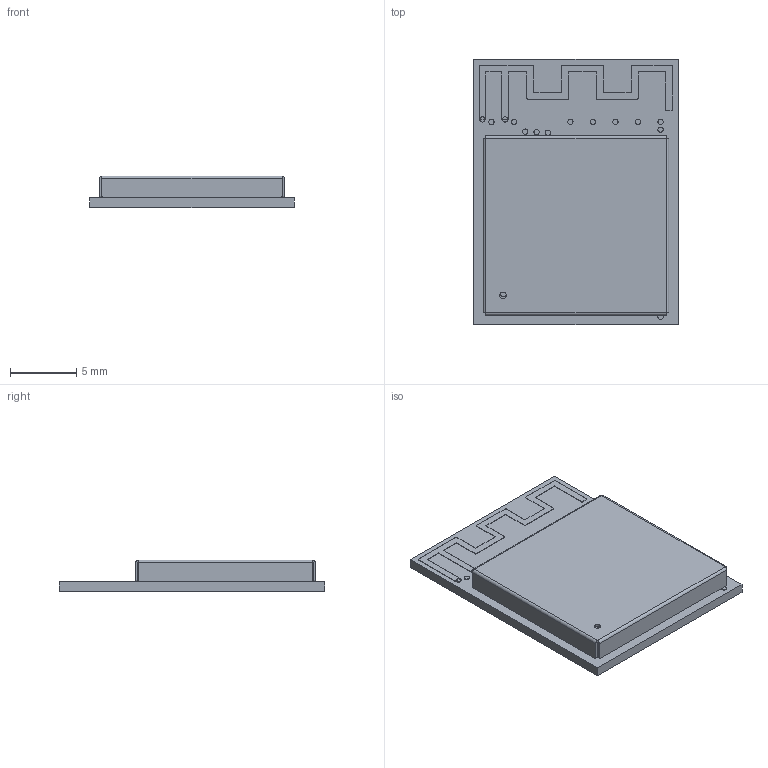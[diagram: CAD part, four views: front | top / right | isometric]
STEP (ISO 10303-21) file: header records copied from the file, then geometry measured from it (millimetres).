
FILE_DESCRIPTION (( 'STEP AP214' ), '1' );
FILE_NAME ('ESP32-S2-MINI-1.STEP', '2021-03-05T11:13:36', ( 'madcow' ), ( 'Microsoft' ), 'SwSTEP 2.0', 'SolidWorks 2019', '' );
FILE_SCHEMA (( 'AUTOMOTIVE_DESIGN' ));
Length unit declared in the file: millimetre
Products named in the file (544): uid__4-86^DesignRootModel_PCB_ESP32-S2-MINI-1_V1(2)_PCB_ESP32-S2-MINI-1_V1; uid__4-167^DesignRootModel_PCB_ESP32-S2-MINI-1_V1(2)_PCB_ESP32-S2-MINI-1_V1; uid__1-261^DesignRootModel_PCB_ESP32-S2-MINI-1_V1(2)_PCB_ESP32-S2-MINI-1_V1; uid__1-342^DesignRootModel_PCB_ESP32-S2-MINI-1_V1(2)_PCB_ESP32-S2-MINI-1_V1; uid__1-423^DesignRootModel_PCB_ESP32-S2-MINI-1_V1(2)_PCB_ESP32-S2-MINI-1_V1; uid__4-19^DesignRootModel_PCB_ESP32-S2-MINI-1_V1(2)_PCB_ESP32-S2-MINI-1_V1; uid__4-100^DesignRootModel_PCB_ESP32-S2-MINI-1_V1(2)_PCB_ESP32-S2-MINI-1_V1; uid__4-181^DesignRootModel_PCB_ESP32-S2-MINI-1_V1(2)_PCB_ESP32-S2-MINI-1_V1; uid__1-275^DesignRootModel_PCB_ESP32-S2-MINI-1_V1(2)_PCB_ESP32-S2-MINI-1_V1; uid__1-356^DesignRootModel_PCB_ESP32-S2-MINI-1_V1(2)_PCB_ESP32-S2-MINI-1_V1; uid__1-437^DesignRootModel_PCB_ESP32-S2-MINI-1_V1(2)_PCB_ESP32-S2-MINI-1_V1; R0201_20210301.STEP^R0201_20210301.STEP_Submodel-R0201_part_DesignRootModel_PCB_ESP32-S2-MINI-1_V1(2)_PCB_ESP32-S2-MINI-1_V1; uid__4-33^DesignRootModel_PCB_ESP32-S2-MINI-1_V1(2)_PCB_ESP32-S2-MINI-1_V1; uid__4-114^DesignRootModel_PCB_ESP32-S2-MINI-1_V1(2)_PCB_ESP32-S2-MINI-1_V1; uid__4-195^DesignRootModel_PCB_ESP32-S2-MINI-1_V1(2)_PCB_ESP32-S2-MINI-1_V1; uid__1-289^DesignRootModel_PCB_ESP32-S2-MINI-1_V1(2)_PCB_ESP32-S2-MINI-1_V1; uid__1-370^DesignRootModel_PCB_ESP32-S2-MINI-1_V1(2)_PCB_ESP32-S2-MINI-1_V1; uid__1-451^DesignRootModel_PCB_ESP32-S2-MINI-1_V1(2)_PCB_ESP32-S2-MINI-1_V1; Submodel-R0201_part^DesignRootModel_PCB_ESP32-S2-MINI-1_V1(2)_PCB_ESP32-S2-MINI-1_V1; uid__4-47^DesignRootModel_PCB_ESP32-S2-MINI-1_V1(2)_PCB_ESP32-S2-MINI-1_V1; uid__4-128^DesignRootModel_PCB_ESP32-S2-MINI-1_V1(2)_PCB_ESP32-S2-MINI-1_V1; uid__4-209^DesignRootModel_PCB_ESP32-S2-MINI-1_V1(2)_PCB_ESP32-S2-MINI-1_V1; uid__1-303^DesignRootModel_PCB_ESP32-S2-MINI-1_V1(2)_PCB_ESP32-S2-MINI-1_V1; uid__1-384^DesignRootModel_PCB_ESP32-S2-MINI-1_V1(2)_PCB_ESP32-S2-MINI-1_V1; uid__1-465^DesignRootModel_PCB_ESP32-S2-MINI-1_V1(2)_PCB_ESP32-S2-MINI-1_V1; Submodel-C0201_part^DesignRootModel_PCB_ESP32-S2-MINI-1_V1(2)_PCB_ESP32-S2-MINI-1_V1; uid__4-61^DesignRootModel_PCB_ESP32-S2-MINI-1_V1(2)_PCB_ESP32-S2-MINI-1_V1; uid__4-142^DesignRootModel_PCB_ESP32-S2-MINI-1_V1(2)_PCB_ESP32-S2-MINI-1_V1; uid__1-236^DesignRootModel_PCB_ESP32-S2-MINI-1_V1(2)_PCB_ESP32-S2-MINI-1_V1; uid__1-222^DesignRootModel_PCB_ESP32-S2-MINI-1_V1(2)_PCB_ESP32-S2-MINI-1_V1; uid__1-317^DesignRootModel_PCB_ESP32-S2-MINI-1_V1(2)_PCB_ESP32-S2-MINI-1_V1; uid__1-398^DesignRootModel_PCB_ESP32-S2-MINI-1_V1(2)_PCB_ESP32-S2-MINI-1_V1; uid__1-479^DesignRootModel_PCB_ESP32-S2-MINI-1_V1(2)_PCB_ESP32-S2-MINI-1_V1; uid__4-75^DesignRootModel_PCB_ESP32-S2-MINI-1_V1(2)_PCB_ESP32-S2-MINI-1_V1; uid__4-156^DesignRootModel_PCB_ESP32-S2-MINI-1_V1(2)_PCB_ESP32-S2-MINI-1_V1; uid__1-250^DesignRootModel_PCB_ESP32-S2-MINI-1_V1(2)_PCB_ESP32-S2-MINI-1_V1; uid__1-331^DesignRootModel_PCB_ESP32-S2-MINI-1_V1(2)_PCB_ESP32-S2-MINI-1_V1; uid__1-412^DesignRootModel_PCB_ESP32-S2-MINI-1_V1(2)_PCB_ESP32-S2-MINI-1_V1; uid__4-8^DesignRootModel_PCB_ESP32-S2-MINI-1_V1(2)_PCB_ESP32-S2-MINI-1_V1; uid__4-89^DesignRootModel_PCB_ESP32-S2-MINI-1_V1(2)_PCB_ESP32-S2-MINI-1_V1 ...
Assembly tree (560 placements, depth 6):
  ESP32-S2-MINI-1
    PCB_ESP32-S2-MINI-1_V1(2)^PCB_ESP32-S2-MINI-1_V1
      DesignRootModel^PCB_ESP32-S2-MINI-1_V1(2)_PCB_ESP32-S2-MINI-1_V1
        Submodel-SOD882_part^DesignRootModel_PCB_ESP32-S2-MINI-1_V1(2)_PCB_ESP32-S2-MINI-1_V1
          DFN1006.STEP^Submodel-SOD882_part_DesignRootModel_PCB_ESP32-S2-MINI-1_V1(2)_PCB_ESP32-S2-MINI-1_V1
            DFN1006.STEP^DFN1006.STEP_Submodel-SOD882_part_DesignRootModel_PCB_ESP32-S2-MINI-1_V1(2)_PCB_ESP32-S2-MINI-1_V1
        Submodel-C0201_part^DesignRootModel_PCB_ESP32-S2-MINI-1_V1(2)_PCB_ESP32-S2-MINI-1_V1
          C0201_20210301.STEP^Submodel-C0201_part_DesignRootModel_PCB_ESP32-S2-MINI-1_V1(2)_PCB_ESP32-S2-MINI-1_V1
            C0201_20210301.STEP^C0201_20210301.STEP_Submodel-C0201_part_DesignRootModel_PCB_ESP32-S2-MINI-1_V1(2)_PCB_ESP32-S2-MINI-1_V1
        Submodel-C0201_part^DesignRootModel_PCB_ESP32-S2-MINI-1_V1(2)_PCB_ESP32-S2-MINI-1_V1
          C0201_20210301.STEP^Submodel-C0201_part_DesignRootModel_PCB_ESP32-S2-MINI-1_V1(2)_PCB_ESP32-S2-MINI-1_V1
            C0201_20210301.STEP^C0201_20210301.STEP_Submodel-C0201_part_DesignRootModel_PCB_ESP32-S2-MINI-1_V1(2)_PCB_ESP32-S2-MINI-1_V1
        Submodel-MINI-ANT-TYPEC_3965454749_part^DesignRootModel_PCB_ESP32-S2-MINI-1_V1(2)_PCB_ESP32-S2-MINI-1_V1
          trace_1^Submodel-MINI-ANT-TYPEC_3965454749_part_DesignRootModel_PCB_ESP32-S2-MINI-1_V1(2)_PCB_ESP32-S2-MINI-1_V1
        Submodel-R0201_part^DesignRootModel_PCB_ESP32-S2-MINI-1_V1(2)_PCB_ESP32-S2-MINI-1_V1
          R0201_20210301.STEP^Submodel-R0201_part_DesignRootModel_PCB_ESP32-S2-MINI-1_V1(2)_PCB_ESP32-S2-MINI-1_V1
            R0201_20210301.STEP^R0201_20210301.STEP_Submodel-R0201_part_DesignRootModel_PCB_ESP32-S2-MINI-1_V1(2)_PCB_ESP32-S2-MINI-1_V1
        Submodel-XTAL3225_part^DesignRootModel_PCB_ESP32-S2-MINI-1_V1(2)_PCB_ESP32-S2-MINI-1_V1
          XTAL3225_20210301.STEP^Submodel-XTAL3225_part_DesignRootModel_PCB_ESP32-S2-MINI-1_V1(2)_PCB_ESP32-S2-MINI-1_V1
            XTAL3225_20210301.STEP^XTAL3225_20210301.STEP_Submodel-XTAL3225_part_DesignRootModel_PCB_ESP32-S2-MINI-1_V1(2)_PCB_ESP32-S2-MINI-1_V1
        Submodel-QFN56_0P4_7_part^DesignRootModel_PCB_ESP32-S2-MINI-1_V1(2)_PCB_ESP32-S2-MINI-1_V1
          ESP32-S2_20210301.STEP^Submodel-QFN56_0P4_7_part_DesignRootModel_PCB_ESP32-S2-MINI-1_V1(2)_PCB_ESP32-S2-MINI-1_V1
            ESP32-S2_20210301.STEP^ESP32-S2_20210301.STEP_Submodel-QFN56_0P4_7_part_DesignRootModel_PCB_ESP32-S2-MINI-1_V1(2)_PCB_ESP32-S2-MINI-1_V1
        Submodel-C0201_part^DesignRootModel_PCB_ESP32-S2-MINI-1_V1(2)_PCB_ESP32-S2-MINI-1_V1
          C0201_20210301.STEP^Submodel-C0201_part_DesignRootModel_PCB_ESP32-S2-MINI-1_V1(2)_PCB_ESP32-S2-MINI-1_V1
            C0201_20210301.STEP^C0201_20210301.STEP_Submodel-C0201_part_DesignRootModel_PCB_ESP32-S2-MINI-1_V1(2)_PCB_ESP32-S2-MINI-1_V1
        Submodel-R0201_part^DesignRootModel_PCB_ESP32-S2-MINI-1_V1(2)_PCB_ESP32-S2-MINI-1_V1
          R0201_20210301.STEP^Submodel-R0201_part_DesignRootModel_PCB_ESP32-S2-MINI-1_V1(2)_PCB_ESP32-S2-MINI-1_V1
            R0201_20210301.STEP^R0201_20210301.STEP_Submodel-R0201_part_DesignRootModel_PCB_ESP32-S2-MINI-1_V1(2)_PCB_ESP32-S2-MINI-1_V1
        Submodel-R0201_part^DesignRootModel_PCB_ESP32-S2-MINI-1_V1(2)_PCB_ESP32-S2-MINI-1_V1
          R0201_20210301.STEP^Submodel-R0201_part_DesignRootModel_PCB_ESP32-S2-MINI-1_V1(2)_PCB_ESP32-S2-MINI-1_V1
            R0201_20210301.STEP^R0201_20210301.STEP_Submodel-R0201_part_DesignRootModel_PCB_ESP32-S2-MINI-1_V1(2)_PCB_ESP32-S2-MINI-1_V1
        Submodel-L0201_part^DesignRootModel_PCB_ESP32-S2-MINI-1_V1(2)_PCB_ESP32-S2-MINI-1_V1
          L0201_20210301.STEP^Submodel-L0201_part_DesignRootModel_PCB_ESP32-S2-MINI-1_V1(2)_PCB_ESP32-S2-MINI-1_V1
            L0201_20210301.STEP^L0201_20210301.STEP_Submodel-L0201_part_DesignRootModel_PCB_ESP32-S2-MINI-1_V1(2)_PCB_ESP32-S2-MINI-1_V1
        Submodel-C0402_part^DesignRootModel_PCB_ESP32-S2-MINI-1_V1(2)_PCB_ESP32-S2-MINI-1_V1
          C0402_20210301.STEP^Submodel-C0402_part_DesignRootModel_PCB_ESP32-S2-MINI-1_V1(2)_PCB_ESP32-S2-MINI-1_V1
            C0402_20210301.STEP^C0402_20210301.STEP_Submodel-C0402_part_DesignRootModel_PCB_ESP32-S2-MINI-1_V1(2)_PCB_ESP32-S2-MINI-1_V1
        Submodel-C0201_part^DesignRootModel_PCB_ESP32-S2-MINI-1_V1(2)_PCB_ESP32-S2-MINI-1_V1
          C0201_20210301.STEP^Submodel-C0201_part_DesignRootModel_PCB_ESP32-S2-MINI-1_V1(2)_PCB_ESP32-S2-MINI-1_V1
            C0201_20210301.STEP^C0201_20210301.STEP_Submodel-C0201_part_DesignRootModel_PCB_ESP32-S2-MINI-1_V1(2)_PCB_ESP32-S2-MINI-1_V1
        Submodel-C0201_part^DesignRootModel_PCB_ESP32-S2-MINI-1_V1(2)_PCB_ESP32-S2-MINI-1_V1
          C0201_20210301.STEP^Submodel-C0201_part_DesignRootModel_PCB_ESP32-S2-MINI-1_V1(2)_PCB_ESP32-S2-MINI-1_V1
            C0201_20210301.STEP^C0201_20210301.STEP_Submodel-C0201_part_DesignRootModel_PCB_ESP32-S2-MINI-1_V1(2)_PCB_ESP32-S2-MINI-1_V1
        Submodel-C0201_part^DesignRootModel_PCB_ESP32-S2-MINI-1_V1(2)_PCB_ESP32-S2-MINI-1_V1
          C0201_20210301.STEP^Submodel-C0201_part_DesignRootModel_PCB_ESP32-S2-MINI-1_V1(2)_PCB_ESP32-S2-MINI-1_V1
            C0201_20210301.STEP^C0201_20210301.STEP_Submodel-C0201_part_DesignRootModel_PCB_ESP32-S2-MINI-1_V1(2)_PCB_ESP32-S2-MINI-1_V1
        Submodel-C0201_part^DesignRootModel_PCB_ESP32-S2-MINI-1_V1(2)_PCB_ESP32-S2-MINI-1_V1
          C0201_20210301.STEP^Submodel-C0201_part_DesignRootModel_PCB_ESP32-S2-MINI-1_V1(2)_PCB_ESP32-S2-MINI-1_V1
            C0201_20210301.STEP^C0201_20210301.STEP_Submodel-C0201_part_DesignRootModel_PCB_ESP32-S2-MINI-1_V1(2)_PCB_ESP32-S2-MINI-1_V1
        Submodel-C0201_part^DesignRootModel_PCB_ESP32-S2-MINI-1_V1(2)_PCB_ESP32-S2-MINI-1_V1
          C0201_20210301.STEP^Submodel-C0201_part_DesignRootModel_PCB_ESP32-S2-MINI-1_V1(2)_PCB_ESP32-S2-MINI-1_V1
            C0201_20210301.STEP^C0201_20210301.STEP_Submodel-C0201_part_DesignRootModel_PCB_ESP32-S2-MINI-1_V1(2)_PCB_ESP32-S2-MINI-1_V1
        Submodel-C0201_part^DesignRootModel_PCB_ESP32-S2-MINI-1_V1(2)_PCB_ESP32-S2-MINI-1_V1
          C0201_20210301.STEP^Submodel-C0201_part_DesignRootModel_PCB_ESP32-S2-MINI-1_V1(2)_PCB_ESP32-S2-MINI-1_V1
            C0201_20210301.STEP^C0201_20210301.STEP_Submodel-C0201_part_DesignRootModel_PCB_ESP32-S2-MINI-1_V1(2)_PCB_ESP32-S2-MINI-1_V1
        Submodel-C0201_part^DesignRootModel_PCB_ESP32-S2-MINI-1_V1(2)_PCB_ESP32-S2-MINI-1_V1
          C0201_20210301.STEP^Submodel-C0201_part_DesignRootModel_PCB_ESP32-S2-MINI-1_V1(2)_PCB_ESP32-S2-MINI-1_V1
            C0201_20210301.STEP^C0201_20210301.STEP_Submodel-C0201_part_DesignRootModel_PCB_ESP32-S2-MINI-1_V1(2)_PCB_ESP32-S2-MINI-1_V1
        Submodel-C0201_part^DesignRootModel_PCB_ESP32-S2-MINI-1_V1(2)_PCB_ESP32-S2-MINI-1_V1
Bounding box: 15.4 x 20 x 2.4 mm (x, y, z)
Volume: 315.2 mm3; surface area: 1709.7 mm2
Topology: 520 solids, 521 shells, 4080 faces, 8620 edges, 5498 vertices
Faces by surface type: plane 2693, cylinder 1187, sphere 144, bspline 52, torus 4
Entity records: 114983 total; most frequent: CARTESIAN_POINT 19225, DIRECTION 16364, ORIENTED_EDGE 13736, EDGE_CURVE 6868, AXIS2_PLACEMENT_3D 5689, LINE 4986, VECTOR 4986, VERTEX_POINT 4546
